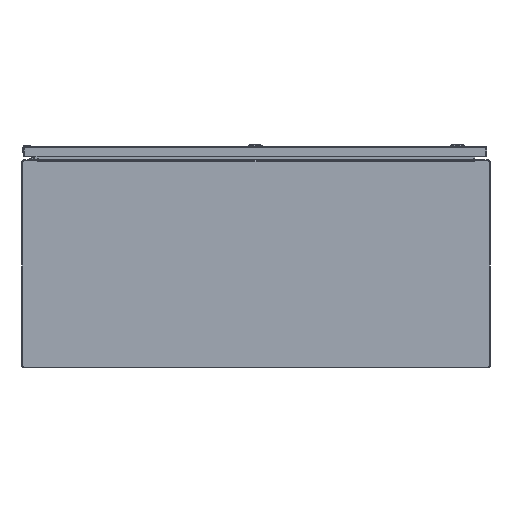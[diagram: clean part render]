
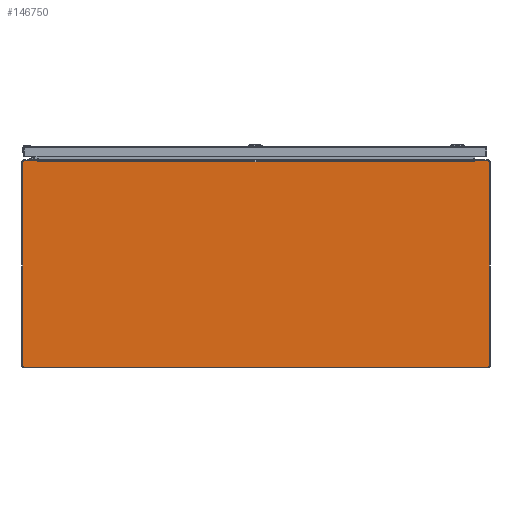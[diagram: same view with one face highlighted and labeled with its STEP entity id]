
A CAD part, front view. The second image highlights one B-rep face of the part: STEP entity #146750.
In plain terms, the highlighted planar face has unit normal (0, -1, 0).
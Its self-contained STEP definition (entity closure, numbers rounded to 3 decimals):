
#790 = VERTEX_POINT ( 'NONE', #80440 ) ;
#2453 = CARTESIAN_POINT ( 'NONE',  ( 17.857, -21., 7.857 ) ) ;
#3737 = CARTESIAN_POINT ( 'NONE',  ( -17.857, -21., -7.857 ) ) ;
#7563 = CARTESIAN_POINT ( 'NONE',  ( -16.798, -21., 7.855 ) ) ;
#11456 = ORIENTED_EDGE ( 'NONE', *, *, #193979, .F. ) ;
#12025 = ORIENTED_EDGE ( 'NONE', *, *, #148166, .T. ) ;
#13335 = ORIENTED_EDGE ( 'NONE', *, *, #117564, .F. ) ;
#13684 = VECTOR ( 'NONE', #30699, 39.37 ) ;
#17770 = ORIENTED_EDGE ( 'NONE', *, *, #31311, .T. ) ;
#25767 = DIRECTION ( 'NONE',  ( -1., 0., 0. ) ) ;
#27106 = CARTESIAN_POINT ( 'NONE',  ( 16.828, -21., 7.937 ) ) ;
#30699 = DIRECTION ( 'NONE',  ( 1., 0., 0. ) ) ;
#31106 = VERTEX_POINT ( 'NONE', #135058 ) ;
#31311 = EDGE_CURVE ( 'NONE', #41219, #183412, #94301, .T. ) ;
#32266 = AXIS2_PLACEMENT_3D ( 'NONE', #90463, #166847, #44893 ) ;
#34253 = DIRECTION ( 'NONE',  ( -1., 0., 0. ) ) ;
#35469 = DIRECTION ( 'NONE',  ( 0., 1., 0. ) ) ;
#36112 = DIRECTION ( 'NONE',  ( 0., 0., -1. ) ) ;
#37104 = ORIENTED_EDGE ( 'NONE', *, *, #160209, .T. ) ;
#38008 = CARTESIAN_POINT ( 'NONE',  ( 16.798, -21., 7.855 ) ) ;
#39142 = AXIS2_PLACEMENT_3D ( 'NONE', #123270, #184751, #183793 ) ;
#40706 = VECTOR ( 'NONE', #54869, 39.37 ) ;
#41219 = VERTEX_POINT ( 'NONE', #38008 ) ;
#42770 = CARTESIAN_POINT ( 'NONE',  ( 0., -21., 0. ) ) ;
#44893 = DIRECTION ( 'NONE',  ( 0., 0., -1. ) ) ;
#48968 = VERTEX_POINT ( 'NONE', #152796 ) ;
#50958 = ORIENTED_EDGE ( 'NONE', *, *, #188542, .F. ) ;
#52855 = ORIENTED_EDGE ( 'NONE', *, *, #113434, .T. ) ;
#54869 = DIRECTION ( 'NONE',  ( -0.174, 0., -0.985 ) ) ;
#55767 = VECTOR ( 'NONE', #34253, 39.37 ) ;
#58800 = LINE ( 'NONE', #137027, #71487 ) ;
#60178 = DIRECTION ( 'NONE',  ( 1., 0., 0. ) ) ;
#60705 = CARTESIAN_POINT ( 'NONE',  ( -16.814, -21., 7.855 ) ) ;
#62932 = DIRECTION ( 'NONE',  ( 0., 1., 0. ) ) ;
#63082 = CARTESIAN_POINT ( 'NONE',  ( 0., -21., 7.937 ) ) ;
#64433 = DIRECTION ( 'NONE',  ( 0., 0., -1. ) ) ;
#68575 = EDGE_CURVE ( 'NONE', #78110, #790, #196030, .T. ) ;
#69260 = VERTEX_POINT ( 'NONE', #133091 ) ;
#69874 = VERTEX_POINT ( 'NONE', #181756 ) ;
#71487 = VECTOR ( 'NONE', #153894, 39.37 ) ;
#73435 = CIRCLE ( 'NONE', #32266, 0.08 ) ;
#74158 = CARTESIAN_POINT ( 'NONE',  ( 17.857, -21., -7.937 ) ) ;
#76165 = CARTESIAN_POINT ( 'NONE',  ( -17.937, -21., 7.857 ) ) ;
#76491 = ORIENTED_EDGE ( 'NONE', *, *, #158337, .T. ) ;
#78110 = VERTEX_POINT ( 'NONE', #154683 ) ;
#78437 = VECTOR ( 'NONE', #64433, 39.37 ) ;
#79200 = CARTESIAN_POINT ( 'NONE',  ( 0., -21., 7.937 ) ) ;
#80440 = CARTESIAN_POINT ( 'NONE',  ( -16.828, -21., 7.937 ) ) ;
#84576 = ORIENTED_EDGE ( 'NONE', *, *, #170030, .F. ) ;
#90463 = CARTESIAN_POINT ( 'NONE',  ( 17.857, -21., -7.857 ) ) ;
#91384 = DIRECTION ( 'NONE',  ( -1., 0., 0. ) ) ;
#92084 = LINE ( 'NONE', #79200, #13684 ) ;
#94301 = LINE ( 'NONE', #154814, #150944 ) ;
#96093 = LINE ( 'NONE', #182493, #78437 ) ;
#96583 = EDGE_CURVE ( 'NONE', #156947, #128853, #140281, .T. ) ;
#97080 = CARTESIAN_POINT ( 'NONE',  ( -17.937, -21., 0. ) ) ;
#98701 = ORIENTED_EDGE ( 'NONE', *, *, #149954, .F. ) ;
#99425 = VECTOR ( 'NONE', #113287, 39.37 ) ;
#99710 = AXIS2_PLACEMENT_3D ( 'NONE', #2453, #62932, #36112 ) ;
#103534 = AXIS2_PLACEMENT_3D ( 'NONE', #3737, #35469, #156400 ) ;
#107625 = CARTESIAN_POINT ( 'NONE',  ( 0., -21., -7.937 ) ) ;
#111241 = CARTESIAN_POINT ( 'NONE',  ( 17.857, -21., 7.937 ) ) ;
#112339 = AXIS2_PLACEMENT_3D ( 'NONE', #42770, #117149, #132984 ) ;
#113287 = DIRECTION ( 'NONE',  ( -0.174, 0., 0.985 ) ) ;
#113434 = EDGE_CURVE ( 'NONE', #183412, #191761, #58800, .T. ) ;
#117149 = DIRECTION ( 'NONE',  ( 0., -1., 0. ) ) ;
#117564 = EDGE_CURVE ( 'NONE', #69874, #31106, #96093, .T. ) ;
#121925 = VECTOR ( 'NONE', #157596, 39.37 ) ;
#123270 = CARTESIAN_POINT ( 'NONE',  ( -17.857, -21., 7.857 ) ) ;
#124576 = CIRCLE ( 'NONE', #39142, 0.08 ) ;
#126304 = VERTEX_POINT ( 'NONE', #111241 ) ;
#128853 = VERTEX_POINT ( 'NONE', #150765 ) ;
#129853 = CARTESIAN_POINT ( 'NONE',  ( 16.806, -21., 7.855 ) ) ;
#131994 = FACE_OUTER_BOUND ( 'NONE', #163469, .T. ) ;
#132984 = DIRECTION ( 'NONE',  ( 0., 0., -1. ) ) ;
#133091 = CARTESIAN_POINT ( 'NONE',  ( 16.814, -21., 7.855 ) ) ;
#135058 = CARTESIAN_POINT ( 'NONE',  ( 17.937, -21., -7.857 ) ) ;
#137027 = CARTESIAN_POINT ( 'NONE',  ( 0., -21., 7.855 ) ) ;
#140281 = LINE ( 'NONE', #107625, #55767 ) ;
#146750 = ADVANCED_FACE ( 'NONE', ( #131994 ), #164716, .T. ) ;
#147824 = EDGE_CURVE ( 'NONE', #153533, #78110, #124576, .T. ) ;
#148166 = EDGE_CURVE ( 'NONE', #191761, #790, #190611, .T. ) ;
#148738 = CARTESIAN_POINT ( 'NONE',  ( -17.937, -21., -7.857 ) ) ;
#149954 = EDGE_CURVE ( 'NONE', #184327, #153533, #172480, .T. ) ;
#150765 = CARTESIAN_POINT ( 'NONE',  ( -17.857, -21., -7.937 ) ) ;
#150944 = VECTOR ( 'NONE', #91384, 39.37 ) ;
#152796 = CARTESIAN_POINT ( 'NONE',  ( 16.828, -21., 7.937 ) ) ;
#153533 = VERTEX_POINT ( 'NONE', #76165 ) ;
#153640 = EDGE_CURVE ( 'NONE', #128853, #184327, #170061, .T. ) ;
#153894 = DIRECTION ( 'NONE',  ( -1., 0., 0. ) ) ;
#154683 = CARTESIAN_POINT ( 'NONE',  ( -17.857, -21., 7.937 ) ) ;
#154814 = CARTESIAN_POINT ( 'NONE',  ( 0., -21., 7.855 ) ) ;
#156400 = DIRECTION ( 'NONE',  ( 0., 0., -1. ) ) ;
#156947 = VERTEX_POINT ( 'NONE', #74158 ) ;
#157596 = DIRECTION ( 'NONE',  ( 0., 0., 1. ) ) ;
#158337 = EDGE_CURVE ( 'NONE', #48968, #69260, #190738, .T. ) ;
#158399 = ORIENTED_EDGE ( 'NONE', *, *, #147824, .F. ) ;
#160209 = EDGE_CURVE ( 'NONE', #69260, #41219, #172583, .T. ) ;
#160855 = CARTESIAN_POINT ( 'NONE',  ( -16.814, -21., 7.855 ) ) ;
#163469 = EDGE_LOOP ( 'NONE', ( #181934, #158399, #98701, #172656, #181336, #84576, #13335, #11456, #50958, #76491, #37104, #17770, #52855, #12025 ) ) ;
#164716 = PLANE ( 'NONE',  #112339 ) ;
#166847 = DIRECTION ( 'NONE',  ( 0., 1., 0. ) ) ;
#169367 = CIRCLE ( 'NONE', #99710, 0.08 ) ;
#170030 = EDGE_CURVE ( 'NONE', #31106, #156947, #73435, .T. ) ;
#170061 = CIRCLE ( 'NONE', #103534, 0.08 ) ;
#172480 = LINE ( 'NONE', #97080, #121925 ) ;
#172583 = LINE ( 'NONE', #129853, #174170 ) ;
#172656 = ORIENTED_EDGE ( 'NONE', *, *, #153640, .F. ) ;
#174170 = VECTOR ( 'NONE', #25767, 39.37 ) ;
#181336 = ORIENTED_EDGE ( 'NONE', *, *, #96583, .F. ) ;
#181756 = CARTESIAN_POINT ( 'NONE',  ( 17.937, -21., 7.857 ) ) ;
#181934 = ORIENTED_EDGE ( 'NONE', *, *, #68575, .F. ) ;
#182493 = CARTESIAN_POINT ( 'NONE',  ( 17.937, -21., 0. ) ) ;
#183412 = VERTEX_POINT ( 'NONE', #7563 ) ;
#183793 = DIRECTION ( 'NONE',  ( 0., 0., -1. ) ) ;
#184327 = VERTEX_POINT ( 'NONE', #148738 ) ;
#184751 = DIRECTION ( 'NONE',  ( 0., 1., 0. ) ) ;
#186377 = VECTOR ( 'NONE', #60178, 39.37 ) ;
#188542 = EDGE_CURVE ( 'NONE', #48968, #126304, #92084, .T. ) ;
#190611 = LINE ( 'NONE', #160855, #99425 ) ;
#190738 = LINE ( 'NONE', #27106, #40706 ) ;
#191761 = VERTEX_POINT ( 'NONE', #60705 ) ;
#193979 = EDGE_CURVE ( 'NONE', #126304, #69874, #169367, .T. ) ;
#196030 = LINE ( 'NONE', #63082, #186377 ) ;
